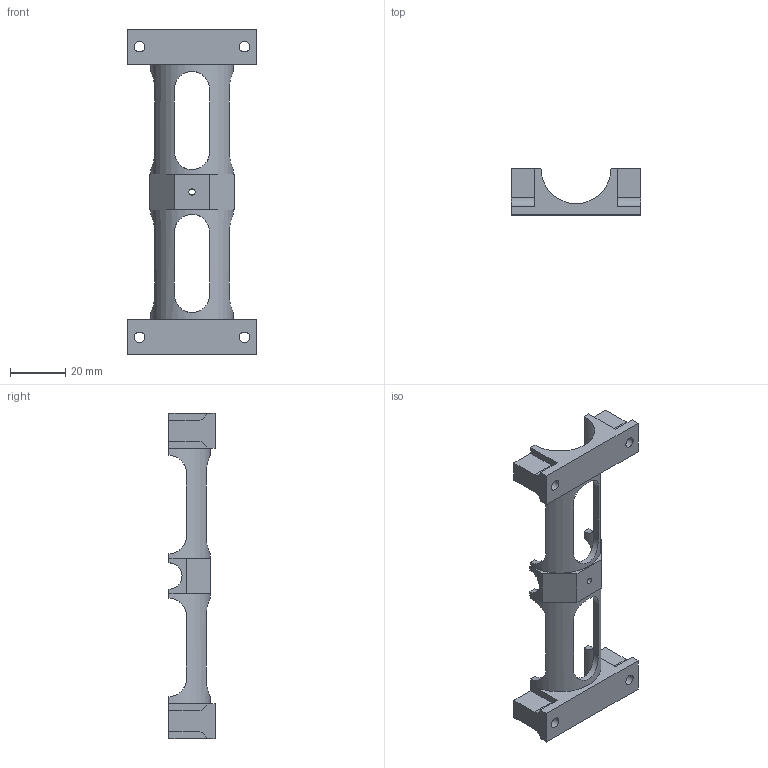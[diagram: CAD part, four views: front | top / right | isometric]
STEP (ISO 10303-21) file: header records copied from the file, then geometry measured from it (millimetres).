
FILE_DESCRIPTION(/* description */ ('ROTOR ARM SUPPORT BRACKET'),/* implementation_level */ '2;1');
FILE_NAME(/* name */ 'Rotor Arm Support Bracket_split_base_bottom_revB.stp',/* time_stamp */ '2020-09-14T16:25:33-04:00',/* author */ ('bhc'),/* organization */ (''),/* preprocessor_version */ 'ST-DEVELOPER v15.6',/* originating_system */ 'Autodesk Inventor 2015',/* authorisation */ '');
FILE_SCHEMA (('AUTOMOTIVE_DESIGN { 1 0 10303 214 3 1 1 }'));
Length unit declared in the file: inch
Products named in the file (1): Rotor Arm Support Bracket_split_base_bottom
Bounding box: 46.99 x 16.76 x 118.11 mm (x, y, z)
Volume: 15894.9 mm3; surface area: 11719 mm2
Topology: 1 solids, 1 shells, 97 faces, 284 edges, 189 vertices
Faces by surface type: plane 59, cylinder 38
Full cylindrical faces by diameter (mm): 2.261 x1, 3.81 x4
Entity records: 3620 total; most frequent: CARTESIAN_POINT 912, ORIENTED_EDGE 556, DIRECTION 498, EDGE_CURVE 278, LINE 198, VECTOR 198, VERTEX_POINT 188, AXIS2_PLACEMENT_3D 150
